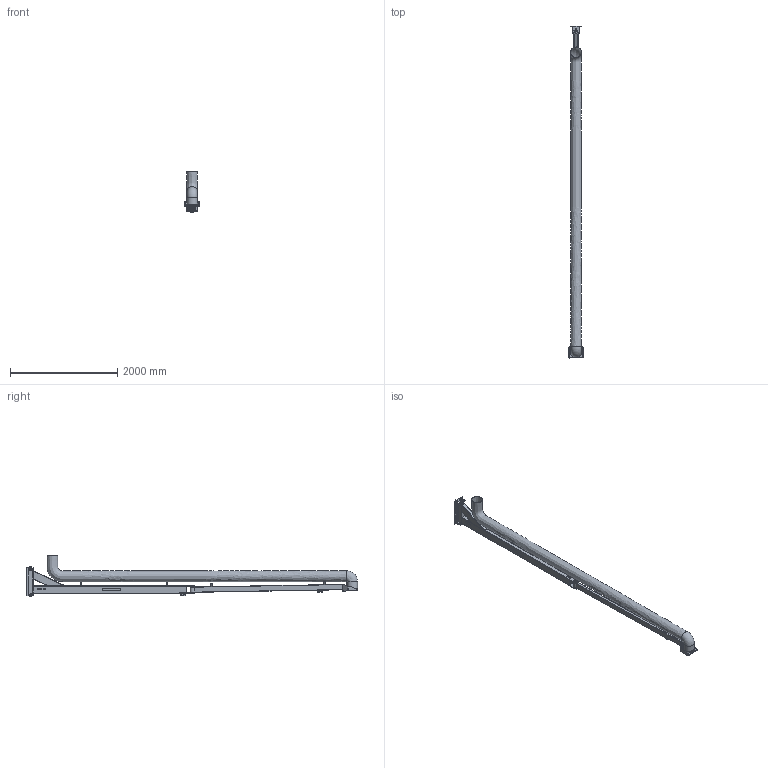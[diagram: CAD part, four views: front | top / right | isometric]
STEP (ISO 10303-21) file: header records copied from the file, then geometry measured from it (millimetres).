
FILE_DESCRIPTION( ( 'Unknown' ), '1' );
FILE_NAME( 'SR00033.stp', 'Unknown', ( 'Unknown' ), ( 'Unknown' ), 'PSStep 14.0', 'Unknown', ' ' );
FILE_SCHEMA( ( 'AUTOMOTIVE_DESIGN { 1 0 10303 214 1 1 1 1 }' ) );
Length unit declared in the file: millimetre
Products named in the file (33): 2010043-3; 2010277-2; 2010272-1; 2010273-1; 2010275-1; 2010274-1; 2010060-2; 2010271-3; 2010277-3; 2010044-3; 45224-6; 2007716-2; 2006132-7; 32794-5; 32796-7; 32797-2; 147703-10; 64095; 45219-5; 45223-7; 45220-5; 147531_dummy; SR00033_dummy_tube
Bounding box: 268 x 6178.71 x 752.02 mm (x, y, z)
Volume: 11629435.5 mm3; surface area: 9812517.6 mm2
Topology: 32 solids, 33 shells, 398 faces, 960 edges, 632 vertices
Faces by surface type: plane 238, cylinder 141, bspline 9, cone 8, torus 2
Full cylindrical faces by diameter (mm): 4.5 x8, 4.917 x1, 8 x8, 8.376 x2, 9 x8, 11 x2, 12 x1, 14 x8, 20 x4, 32 x1, 36 x1, 40 x1, 42 x1, 42.4 x2, 42.5 x2, 43 x2, 52 x2, 68.001 x2, 73 x1, 80 x2, 80.001 x3, 83 x2, 198 x1, 200 x2, 201.4 x1, 201.5 x1
Entity records: 17147 total; most frequent: CARTESIAN_POINT 4475, DIRECTION 1942, ORIENTED_EDGE 1684, EDGE_CURVE 842, AXIS2_PLACEMENT_3D 700, VERTEX_POINT 597, EDGE_LOOP 595, LINE 542
